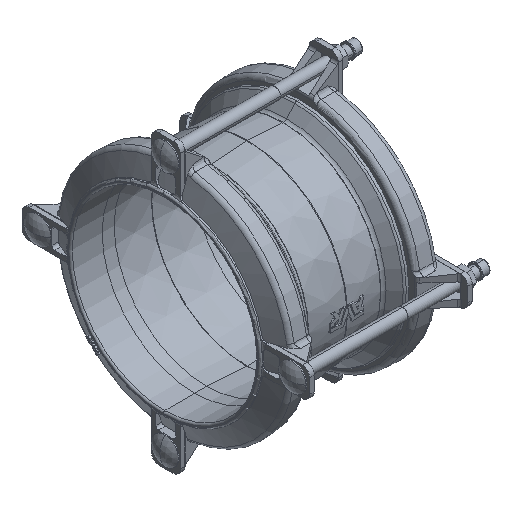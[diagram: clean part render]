
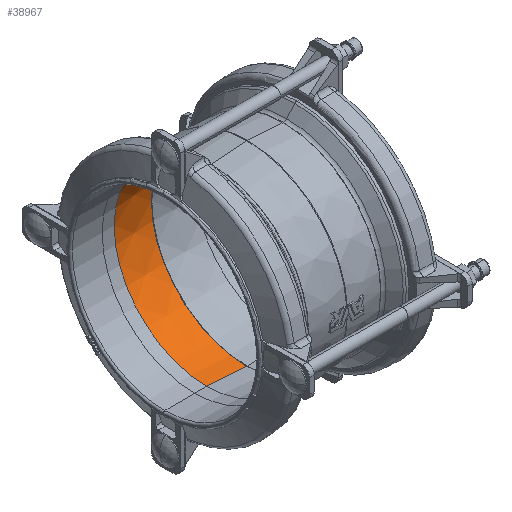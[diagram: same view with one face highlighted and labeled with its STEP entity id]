
A CAD part, isometric view. The second image highlights one B-rep face of the part: STEP entity #38967.
In plain terms, the highlighted conical face has half-angle 4 degrees and reference radius 105.081 mm.
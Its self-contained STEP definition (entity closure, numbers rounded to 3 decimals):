
#3411 = CARTESIAN_POINT ( 'NONE',  ( -0.209, 0., -105.081 ) ) ;
#3412 = DIRECTION ( 'NONE',  ( 0.998, 0., -0.07 ) ) ;
#3455 = DIRECTION ( 'NONE',  ( 0.998, 0., 0.07 ) ) ;
#3461 = CARTESIAN_POINT ( 'NONE',  ( -0.209, 0., 105.081 ) ) ;
#4394 = EDGE_CURVE ( 'NONE', #39058, #36708, #17445, .T. ) ;
#4433 = EDGE_CURVE ( 'NONE', #39052, #39047, #17469, .T. ) ;
#7841 = DIRECTION ( 'NONE',  ( 0., 0., -1. ) ) ;
#7842 = DIRECTION ( 'NONE',  ( 1., 0., 0. ) ) ;
#7845 = CARTESIAN_POINT ( 'NONE',  ( -0.209, 0., 0. ) ) ;
#8181 = EDGE_CURVE ( 'NONE', #36708, #39047, #10976, .T. ) ;
#8182 = EDGE_CURVE ( 'NONE', #39058, #39052, #10979, .T. ) ;
#8427 = FACE_OUTER_BOUND ( 'NONE', #19383, .T. ) ;
#8441 = CONICAL_SURFACE ( 'NONE', #28333, 105.081, 0.07 ) ;
#8516 = CARTESIAN_POINT ( 'NONE',  ( -0.209, 0., 105.081 ) ) ;
#8521 = CARTESIAN_POINT ( 'NONE',  ( -44.266, 0., 102. ) ) ;
#8527 = CARTESIAN_POINT ( 'NONE',  ( -44.266, 0., -102. ) ) ;
#9267 = AXIS2_PLACEMENT_3D ( 'NONE', #31844, #31845, #31846 ) ;
#9268 = AXIS2_PLACEMENT_3D ( 'NONE', #31849, #31850, #31851 ) ;
#10976 = CIRCLE ( 'NONE', #9267, 105.081 ) ;
#10979 = CIRCLE ( 'NONE', #9268, 102. ) ;
#15646 = CARTESIAN_POINT ( 'NONE',  ( -0.209, 0., -105.081 ) ) ;
#16880 = ORIENTED_EDGE ( 'NONE', *, *, #4433, .F. ) ;
#16881 = ORIENTED_EDGE ( 'NONE', *, *, #8182, .F. ) ;
#16882 = ORIENTED_EDGE ( 'NONE', *, *, #4394, .T. ) ;
#16883 = ORIENTED_EDGE ( 'NONE', *, *, #8181, .T. ) ;
#17445 = LINE ( 'NONE', #3411, #17447 ) ;
#17447 = VECTOR ( 'NONE', #3412, 1000. ) ;
#17469 = LINE ( 'NONE', #3461, #17471 ) ;
#17471 = VECTOR ( 'NONE', #3455, 1000. ) ;
#19383 = EDGE_LOOP ( 'NONE', ( #16880, #16881, #16882, #16883 ) ) ;
#28333 = AXIS2_PLACEMENT_3D ( 'NONE', #7845, #7842, #7841 ) ;
#31844 = CARTESIAN_POINT ( 'NONE',  ( -0.209, 0., 0. ) ) ;
#31845 = DIRECTION ( 'NONE',  ( 1., 0., 0. ) ) ;
#31846 = DIRECTION ( 'NONE',  ( 0., 0., -1. ) ) ;
#31849 = CARTESIAN_POINT ( 'NONE',  ( -44.266, 0., 0. ) ) ;
#31850 = DIRECTION ( 'NONE',  ( 1., 0., 0. ) ) ;
#31851 = DIRECTION ( 'NONE',  ( 0., 0., -1. ) ) ;
#36708 = VERTEX_POINT ( 'NONE', #15646 ) ;
#38967 = ADVANCED_FACE ( 'NONE', ( #8427 ), #8441, .F. ) ;
#39047 = VERTEX_POINT ( 'NONE', #8516 ) ;
#39052 = VERTEX_POINT ( 'NONE', #8521 ) ;
#39058 = VERTEX_POINT ( 'NONE', #8527 ) ;
